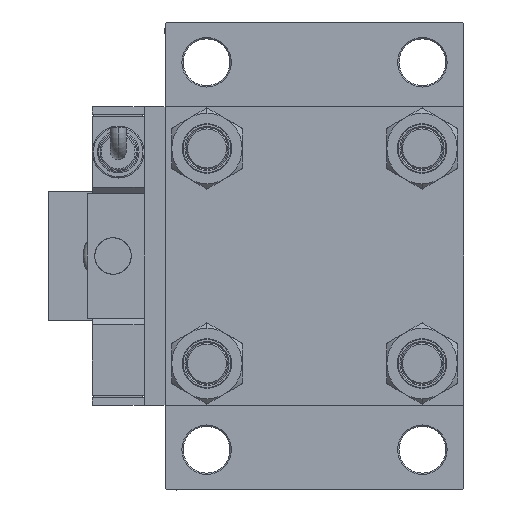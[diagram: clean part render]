
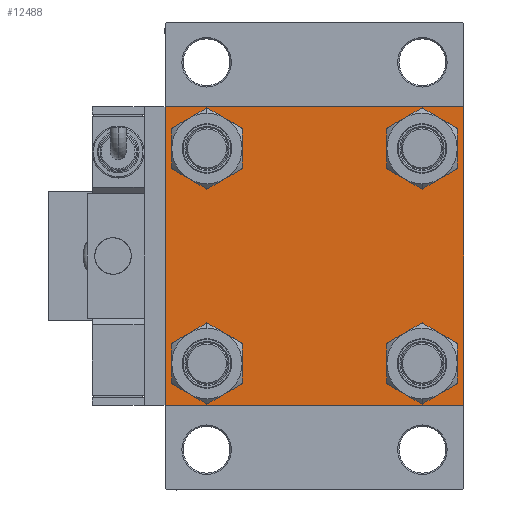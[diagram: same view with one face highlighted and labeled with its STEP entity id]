
A CAD part, left-side view. The second image highlights one B-rep face of the part: STEP entity #12488.
In plain terms, the highlighted planar face has unit normal (-1, 0, 0).
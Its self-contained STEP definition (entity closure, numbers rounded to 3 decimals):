
#75 = ORIENTED_EDGE ( 'NONE', *, *, #41241, .T. ) ;
#134 = ORIENTED_EDGE ( 'NONE', *, *, #52370, .T. ) ;
#318 = EDGE_LOOP ( 'NONE', ( #30160, #40412 ) ) ;
#1142 = ORIENTED_EDGE ( 'NONE', *, *, #9077, .T. ) ;
#1194 = VERTEX_POINT ( 'NONE', #49616 ) ;
#1214 = CARTESIAN_POINT ( 'NONE',  ( 0., -41.35, -49.85 ) ) ;
#1245 = EDGE_LOOP ( 'NONE', ( #49795, #1860 ) ) ;
#1489 = VERTEX_POINT ( 'NONE', #48218 ) ;
#1607 = EDGE_CURVE ( 'NONE', #34037, #46392, #50576, .T. ) ;
#1860 = ORIENTED_EDGE ( 'NONE', *, *, #24947, .T. ) ;
#1874 = AXIS2_PLACEMENT_3D ( 'NONE', #3118, #25238, #14004 ) ;
#1977 = AXIS2_PLACEMENT_3D ( 'NONE', #29323, #28516, #45207 ) ;
#3118 = CARTESIAN_POINT ( 'NONE',  ( 0., -41.35, 41.35 ) ) ;
#3353 = VERTEX_POINT ( 'NONE', #26226 ) ;
#3671 = CIRCLE ( 'NONE', #12419, 8.5 ) ;
#3731 = VECTOR ( 'NONE', #8542, 1000. ) ;
#3769 = DIRECTION ( 'NONE',  ( 0., 0., 1. ) ) ;
#3819 = CARTESIAN_POINT ( 'NONE',  ( 0., -41.35, -32.85 ) ) ;
#4181 = LINE ( 'NONE', #4727, #3731 ) ;
#4564 = LINE ( 'NONE', #21783, #24531 ) ;
#4666 = CIRCLE ( 'NONE', #42230, 8.5 ) ;
#4675 = CARTESIAN_POINT ( 'NONE',  ( 0., 57.25, -57.25 ) ) ;
#4688 = CARTESIAN_POINT ( 'NONE',  ( 0., -41.35, -41.35 ) ) ;
#4727 = CARTESIAN_POINT ( 'NONE',  ( 0., 57.5, -57.5 ) ) ;
#5569 = DIRECTION ( 'NONE',  ( 1., 0., 0. ) ) ;
#5630 = LINE ( 'NONE', #25878, #13634 ) ;
#5925 = EDGE_CURVE ( 'NONE', #27084, #3353, #4564, .T. ) ;
#6120 = CARTESIAN_POINT ( 'NONE',  ( 0., -41.35, 32.85 ) ) ;
#6306 = CIRCLE ( 'NONE', #37735, 8.5 ) ;
#7261 = DIRECTION ( 'NONE',  ( 0., 0.707, -0.707 ) ) ;
#7353 = CIRCLE ( 'NONE', #42302, 8.5 ) ;
#8252 = DIRECTION ( 'NONE',  ( 0., 0., 1. ) ) ;
#8506 = DIRECTION ( 'NONE',  ( 1., 0., 0. ) ) ;
#8542 = DIRECTION ( 'NONE',  ( 0., -1., 0. ) ) ;
#8694 = DIRECTION ( 'NONE',  ( 0., -1., 0. ) ) ;
#9035 = DIRECTION ( 'NONE',  ( 0., 0., -1. ) ) ;
#9077 = EDGE_CURVE ( 'NONE', #1194, #37501, #4181, .T. ) ;
#9392 = DIRECTION ( 'NONE',  ( 0., 0., 1. ) ) ;
#9562 = DIRECTION ( 'NONE',  ( 0., -0.707, -0.707 ) ) ;
#10000 = ORIENTED_EDGE ( 'NONE', *, *, #36221, .T. ) ;
#10490 = CARTESIAN_POINT ( 'NONE',  ( 0., 41.35, -32.85 ) ) ;
#11176 = ORIENTED_EDGE ( 'NONE', *, *, #53660, .F. ) ;
#11302 = ORIENTED_EDGE ( 'NONE', *, *, #29517, .T. ) ;
#11342 = CIRCLE ( 'NONE', #17461, 8.5 ) ;
#11474 = CIRCLE ( 'NONE', #1874, 8.5 ) ;
#11546 = EDGE_CURVE ( 'NONE', #50626, #28521, #6306, .T. ) ;
#11762 = VERTEX_POINT ( 'NONE', #22391 ) ;
#11839 = FACE_OUTER_BOUND ( 'NONE', #36682, .T. ) ;
#12419 = AXIS2_PLACEMENT_3D ( 'NONE', #29486, #42609, #17187 ) ;
#12488 = ADVANCED_FACE ( 'NONE', ( #20851, #37531, #53397, #15942, #11839 ), #16751, .T. ) ;
#12738 = VECTOR ( 'NONE', #8694, 1000. ) ;
#12762 = VERTEX_POINT ( 'NONE', #38536 ) ;
#12812 = CARTESIAN_POINT ( 'NONE',  ( 0., 57.5, 57.5 ) ) ;
#13628 = ORIENTED_EDGE ( 'NONE', *, *, #33726, .T. ) ;
#13634 = VECTOR ( 'NONE', #22049, 1000. ) ;
#14004 = DIRECTION ( 'NONE',  ( 0., 0., 1. ) ) ;
#14487 = CARTESIAN_POINT ( 'NONE',  ( 0., -57.25, 57.25 ) ) ;
#14645 = ORIENTED_EDGE ( 'NONE', *, *, #21190, .T. ) ;
#14819 = ORIENTED_EDGE ( 'NONE', *, *, #49538, .T. ) ;
#15942 = FACE_BOUND ( 'NONE', #318, .T. ) ;
#16085 = DIRECTION ( 'NONE',  ( 1., 0., 0. ) ) ;
#16751 = PLANE ( 'NONE',  #1977 ) ;
#17187 = DIRECTION ( 'NONE',  ( 0., 0., 1. ) ) ;
#17461 = AXIS2_PLACEMENT_3D ( 'NONE', #30790, #47483, #23147 ) ;
#17603 = CARTESIAN_POINT ( 'NONE',  ( 0., 41.35, -41.35 ) ) ;
#17787 = LINE ( 'NONE', #4675, #24296 ) ;
#18336 = VECTOR ( 'NONE', #7261, 1000. ) ;
#20226 = DIRECTION ( 'NONE',  ( 1., 0., 0. ) ) ;
#20851 = FACE_BOUND ( 'NONE', #38094, .T. ) ;
#20959 = ORIENTED_EDGE ( 'NONE', *, *, #44591, .F. ) ;
#21190 = EDGE_CURVE ( 'NONE', #3353, #1194, #17787, .T. ) ;
#21783 = CARTESIAN_POINT ( 'NONE',  ( 0., 57.5, 57.5 ) ) ;
#22049 = DIRECTION ( 'NONE',  ( 0., -0.707, 0.707 ) ) ;
#22391 = CARTESIAN_POINT ( 'NONE',  ( 0., -57., 57.5 ) ) ;
#22556 = VERTEX_POINT ( 'NONE', #25672 ) ;
#23147 = DIRECTION ( 'NONE',  ( 0., 0., 1. ) ) ;
#23742 = VECTOR ( 'NONE', #9035, 1000. ) ;
#24296 = VECTOR ( 'NONE', #9562, 1000. ) ;
#24531 = VECTOR ( 'NONE', #34653, 1000. ) ;
#24947 = EDGE_CURVE ( 'NONE', #46392, #34037, #11342, .T. ) ;
#25020 = LINE ( 'NONE', #52934, #18336 ) ;
#25238 = DIRECTION ( 'NONE',  ( 1., 0., 0. ) ) ;
#25549 = AXIS2_PLACEMENT_3D ( 'NONE', #45190, #37516, #8252 ) ;
#25672 = CARTESIAN_POINT ( 'NONE',  ( 0., -57.5, -57. ) ) ;
#25878 = CARTESIAN_POINT ( 'NONE',  ( 0., -57.25, -57.25 ) ) ;
#26226 = CARTESIAN_POINT ( 'NONE',  ( 0., 57.5, -57. ) ) ;
#27084 = VERTEX_POINT ( 'NONE', #37297 ) ;
#28516 = DIRECTION ( 'NONE',  ( -1., 0., 0. ) ) ;
#28521 = VERTEX_POINT ( 'NONE', #37162 ) ;
#28761 = CARTESIAN_POINT ( 'NONE',  ( 0., -57., -57.5 ) ) ;
#29303 = DIRECTION ( 'NONE',  ( 0., 0., 1. ) ) ;
#29323 = CARTESIAN_POINT ( 'NONE',  ( 0., 0., 0. ) ) ;
#29486 = CARTESIAN_POINT ( 'NONE',  ( 0., 41.35, 41.35 ) ) ;
#29488 = LINE ( 'NONE', #12812, #12738 ) ;
#29517 = EDGE_CURVE ( 'NONE', #46615, #11762, #30354, .T. ) ;
#30160 = ORIENTED_EDGE ( 'NONE', *, *, #54017, .T. ) ;
#30354 = LINE ( 'NONE', #14487, #36839 ) ;
#30790 = CARTESIAN_POINT ( 'NONE',  ( 0., -41.35, -41.35 ) ) ;
#31152 = VERTEX_POINT ( 'NONE', #44132 ) ;
#33726 = EDGE_CURVE ( 'NONE', #50559, #48512, #42149, .T. ) ;
#34037 = VERTEX_POINT ( 'NONE', #3819 ) ;
#34653 = DIRECTION ( 'NONE',  ( 0., 0., -1. ) ) ;
#35484 = CARTESIAN_POINT ( 'NONE',  ( 0., -41.35, 49.85 ) ) ;
#36221 = EDGE_CURVE ( 'NONE', #28521, #50626, #4666, .T. ) ;
#36372 = EDGE_LOOP ( 'NONE', ( #51323, #10000 ) ) ;
#36682 = EDGE_LOOP ( 'NONE', ( #50227, #14645, #1142, #75, #11176, #11302, #20959, #14819 ) ) ;
#36839 = VECTOR ( 'NONE', #51144, 1000. ) ;
#37162 = CARTESIAN_POINT ( 'NONE',  ( 0., 41.35, -49.85 ) ) ;
#37297 = CARTESIAN_POINT ( 'NONE',  ( 0., 57.5, 57. ) ) ;
#37501 = VERTEX_POINT ( 'NONE', #28761 ) ;
#37516 = DIRECTION ( 'NONE',  ( 1., 0., 0. ) ) ;
#37531 = FACE_BOUND ( 'NONE', #1245, .T. ) ;
#37735 = AXIS2_PLACEMENT_3D ( 'NONE', #17603, #5569, #9392 ) ;
#37865 = EDGE_CURVE ( 'NONE', #12762, #1489, #7353, .T. ) ;
#38094 = EDGE_LOOP ( 'NONE', ( #134, #13628 ) ) ;
#38536 = CARTESIAN_POINT ( 'NONE',  ( 0., 41.35, 32.85 ) ) ;
#40412 = ORIENTED_EDGE ( 'NONE', *, *, #37865, .T. ) ;
#41019 = DIRECTION ( 'NONE',  ( 0., 0., 1. ) ) ;
#41235 = CARTESIAN_POINT ( 'NONE',  ( 0., 41.35, -41.35 ) ) ;
#41241 = EDGE_CURVE ( 'NONE', #37501, #22556, #5630, .T. ) ;
#42147 = CARTESIAN_POINT ( 'NONE',  ( 0., -57.5, 57.5 ) ) ;
#42149 = CIRCLE ( 'NONE', #25549, 8.5 ) ;
#42230 = AXIS2_PLACEMENT_3D ( 'NONE', #41235, #16085, #3769 ) ;
#42302 = AXIS2_PLACEMENT_3D ( 'NONE', #44333, #20226, #41019 ) ;
#42609 = DIRECTION ( 'NONE',  ( 1., 0., 0. ) ) ;
#44132 = CARTESIAN_POINT ( 'NONE',  ( 0., 57., 57.5 ) ) ;
#44139 = CARTESIAN_POINT ( 'NONE',  ( 0., -57.5, 57. ) ) ;
#44333 = CARTESIAN_POINT ( 'NONE',  ( 0., 41.35, 41.35 ) ) ;
#44591 = EDGE_CURVE ( 'NONE', #31152, #11762, #29488, .T. ) ;
#45190 = CARTESIAN_POINT ( 'NONE',  ( 0., -41.35, 41.35 ) ) ;
#45207 = DIRECTION ( 'NONE',  ( 0., 0., 1. ) ) ;
#46392 = VERTEX_POINT ( 'NONE', #1214 ) ;
#46615 = VERTEX_POINT ( 'NONE', #44139 ) ;
#47074 = AXIS2_PLACEMENT_3D ( 'NONE', #4688, #8506, #29303 ) ;
#47312 = LINE ( 'NONE', #42147, #23742 ) ;
#47483 = DIRECTION ( 'NONE',  ( 1., 0., 0. ) ) ;
#48218 = CARTESIAN_POINT ( 'NONE',  ( 0., 41.35, 49.85 ) ) ;
#48512 = VERTEX_POINT ( 'NONE', #35484 ) ;
#49538 = EDGE_CURVE ( 'NONE', #31152, #27084, #25020, .T. ) ;
#49616 = CARTESIAN_POINT ( 'NONE',  ( 0., 57., -57.5 ) ) ;
#49795 = ORIENTED_EDGE ( 'NONE', *, *, #1607, .T. ) ;
#50227 = ORIENTED_EDGE ( 'NONE', *, *, #5925, .T. ) ;
#50559 = VERTEX_POINT ( 'NONE', #6120 ) ;
#50576 = CIRCLE ( 'NONE', #47074, 8.5 ) ;
#50626 = VERTEX_POINT ( 'NONE', #10490 ) ;
#51144 = DIRECTION ( 'NONE',  ( 0., 0.707, 0.707 ) ) ;
#51323 = ORIENTED_EDGE ( 'NONE', *, *, #11546, .T. ) ;
#52370 = EDGE_CURVE ( 'NONE', #48512, #50559, #11474, .T. ) ;
#52934 = CARTESIAN_POINT ( 'NONE',  ( 0., 57.25, 57.25 ) ) ;
#53397 = FACE_BOUND ( 'NONE', #36372, .T. ) ;
#53660 = EDGE_CURVE ( 'NONE', #46615, #22556, #47312, .T. ) ;
#54017 = EDGE_CURVE ( 'NONE', #1489, #12762, #3671, .T. ) ;
